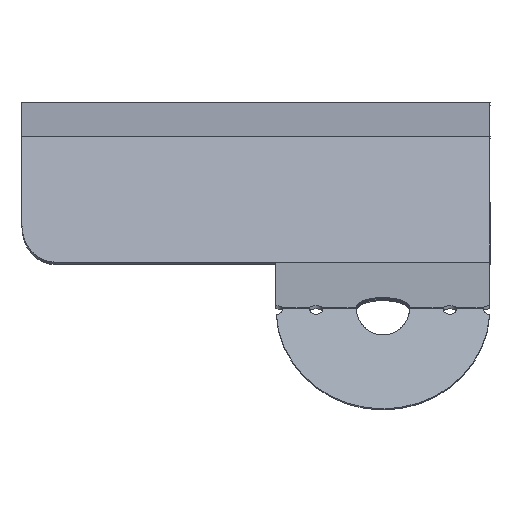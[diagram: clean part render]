
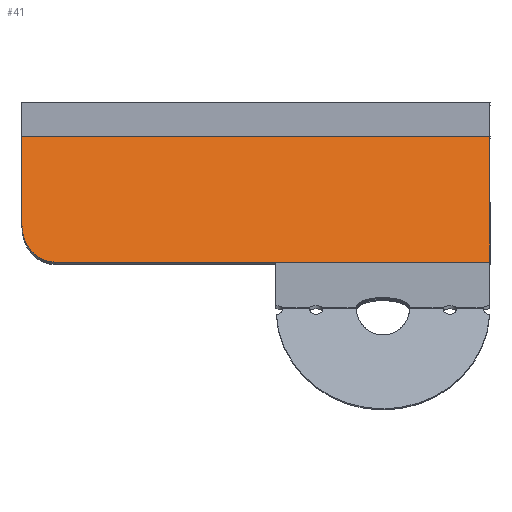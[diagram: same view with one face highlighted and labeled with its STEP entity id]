
A CAD part, left-side view. The second image highlights one B-rep face of the part: STEP entity #41.
In plain terms, the highlighted planar face has unit normal (-0.97, 0, 0.242).
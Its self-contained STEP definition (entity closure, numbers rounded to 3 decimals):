
#41=ADVANCED_FACE('',(#469),#3945,.T.);
#469=FACE_OUTER_BOUND('',#897,.F.);
#897=EDGE_LOOP('',(#1343,#1344,#1345,#1346,#1347,#1348,#1349));
#1343=ORIENTED_EDGE('',*,*,#6881,.T.);
#1344=ORIENTED_EDGE('',*,*,#6908,.F.);
#1345=ORIENTED_EDGE('',*,*,#6879,.T.);
#1346=ORIENTED_EDGE('',*,*,#6880,.F.);
#1347=ORIENTED_EDGE('',*,*,#6868,.T.);
#1348=ORIENTED_EDGE('',*,*,#6891,.F.);
#1349=ORIENTED_EDGE('',*,*,#6899,.T.);
#3945=PLANE('',#9152);
#4407=LINE('',#12676,#5641);
#4408=LINE('',#12677,#5642);
#4409=LINE('',#12678,#5643);
#4419=LINE('',#12688,#5653);
#4427=LINE('',#12696,#5661);
#4436=LINE('',#12705,#5670);
#5641=VECTOR('',#9596,32.032);
#5642=VECTOR('',#9597,32.966);
#5643=VECTOR('',#9598,19.381);
#5653=VECTOR('',#9608,13.721);
#5661=VECTOR('',#9616,70.);
#5670=VECTOR('',#9625,0.002);
#6868=EDGE_CURVE('',#9078,#9077,#8176,.T.);
#6879=EDGE_CURVE('',#9071,#9069,#4407,.T.);
#6880=EDGE_CURVE('',#9078,#9069,#4408,.T.);
#6881=EDGE_CURVE('',#9068,#9067,#4409,.T.);
#6891=EDGE_CURVE('',#9058,#9077,#4419,.T.);
#6899=EDGE_CURVE('',#9058,#9068,#4427,.T.);
#6908=EDGE_CURVE('',#9071,#9067,#4436,.T.);
#8176=B_SPLINE_CURVE_WITH_KNOTS('',3,(#12656,#12657,#12658,#12659,#12660,#12661,
#12662,#12663,#12664,#12665),.UNSPECIFIED.,.F.,.F.,(4,1,1,1,1,1,1,4),(0.,
0.167,0.286,0.428,0.571,
0.714,0.833,1.),.UNSPECIFIED.);
#9058=VERTEX_POINT('',#12597);
#9067=VERTEX_POINT('',#12606);
#9068=VERTEX_POINT('',#12607);
#9069=VERTEX_POINT('',#12608);
#9071=VERTEX_POINT('',#12610);
#9077=VERTEX_POINT('',#12616);
#9078=VERTEX_POINT('',#12617);
#9152=AXIS2_PLACEMENT_3D('',#14162,#10894,#10895);
#9596=DIRECTION('',(0.,1.,0.));
#9597=DIRECTION('',(0.,-1.,0.));
#9598=DIRECTION('',(-0.243,0.,-0.97));
#9608=DIRECTION('',(-0.243,0.,-0.97));
#9616=DIRECTION('',(0.,-1.,0.));
#9625=DIRECTION('',(0.,-1.,0.));
#10894=DIRECTION('',(-0.97,0.,0.243));
#10895=DIRECTION('',(-0.243,0.,-0.97));
#12597=CARTESIAN_POINT('',(13.581,61.699,
-15.372));
#12606=CARTESIAN_POINT('',(8.881,-8.301,
-34.175));
#12607=CARTESIAN_POINT('',(13.581,-8.301,
-15.372));
#12608=CARTESIAN_POINT('',(8.881,23.733,
-34.174));
#12610=CARTESIAN_POINT('',(8.881,-8.299,
-34.174));
#12616=CARTESIAN_POINT('',(10.254,61.699,
-28.684));
#12617=CARTESIAN_POINT('',(8.881,56.699,
-34.175));
#12656=CARTESIAN_POINT('',(8.881,56.699,
-34.175));
#12657=CARTESIAN_POINT('',(8.881,57.164,
-34.175));
#12658=CARTESIAN_POINT('',(8.912,57.96,
-34.051));
#12659=CARTESIAN_POINT('',(9.032,59.06,-33.571));
#12660=CARTESIAN_POINT('',(9.199,59.966,
-32.902));
#12661=CARTESIAN_POINT('',(9.424,60.733,-32.002));
#12662=CARTESIAN_POINT('',(9.669,61.258,
-31.024));
#12663=CARTESIAN_POINT('',(9.947,61.612,
-29.909));
#12664=CARTESIAN_POINT('',(10.141,61.699,
-29.136));
#12665=CARTESIAN_POINT('',(10.254,61.699,
-28.684));
#12676=CARTESIAN_POINT('',(8.881,-8.299,
-34.173));
#12677=CARTESIAN_POINT('',(8.881,56.699,-34.175));
#12678=CARTESIAN_POINT('',(13.581,-8.301,
-15.372));
#12688=CARTESIAN_POINT('',(13.581,61.699,
-15.372));
#12696=CARTESIAN_POINT('',(13.581,61.699,
-15.372));
#12705=CARTESIAN_POINT('',(8.881,-8.299,
-34.175));
#14162=CARTESIAN_POINT('',(13.751,62.399,
-14.693));
